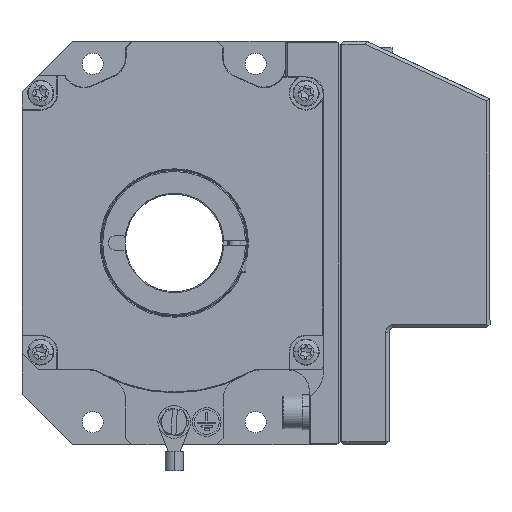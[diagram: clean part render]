
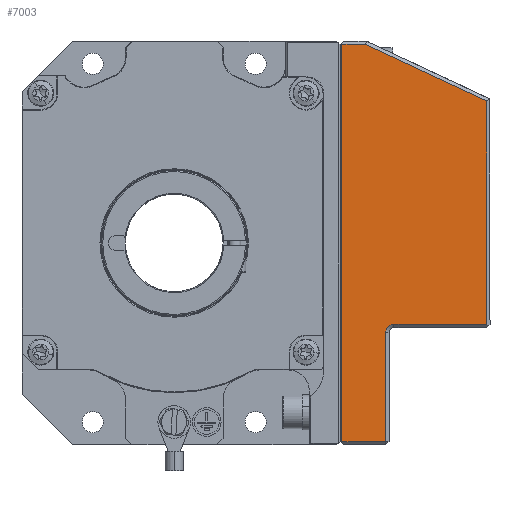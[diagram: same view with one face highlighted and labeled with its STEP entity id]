
A CAD part, front view. The second image highlights one B-rep face of the part: STEP entity #7003.
In plain terms, the highlighted planar face has unit normal (0, -1, 0).
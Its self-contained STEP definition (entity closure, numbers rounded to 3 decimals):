
#105 = ORIENTED_EDGE ( 'NONE', *, *, #8764, .T. ) ;
#251 = CARTESIAN_POINT ( 'NONE',  ( 67.5, -8.5, -25. ) ) ;
#315 = PLANE ( 'NONE',  #14610 ) ;
#432 = VECTOR ( 'NONE', #15011, 1000. ) ;
#650 = EDGE_LOOP ( 'NONE', ( #15822, #105, #6194, #14434, #9160, #9101, #15024, #7916 ) ) ;
#732 = EDGE_CURVE ( 'NONE', #3283, #14925, #10798, .T. ) ;
#1056 = LINE ( 'NONE', #4086, #3964 ) ;
#1103 = VECTOR ( 'NONE', #14986, 1000. ) ;
#1337 = VECTOR ( 'NONE', #12838, 1000. ) ;
#1634 = VERTEX_POINT ( 'NONE', #6837 ) ;
#1856 = CIRCLE ( 'NONE', #14604, 2.5 ) ;
#2094 = CARTESIAN_POINT ( 'NONE',  ( 51., -8.5, -25. ) ) ;
#2180 = DIRECTION ( 'NONE',  ( 0., 1., 0. ) ) ;
#2250 = DIRECTION ( 'NONE',  ( 0., 0., -1. ) ) ;
#2334 = EDGE_CURVE ( 'NONE', #9009, #8778, #1856, .T. ) ;
#3283 = VERTEX_POINT ( 'NONE', #3325 ) ;
#3325 = CARTESIAN_POINT ( 'NONE',  ( 51.5, -8.5, -61. ) ) ;
#3964 = VECTOR ( 'NONE', #10243, 1000. ) ;
#4086 = CARTESIAN_POINT ( 'NONE',  ( 96., -8.5, -62. ) ) ;
#4249 = CARTESIAN_POINT ( 'NONE',  ( 51.5, -8.5, 61. ) ) ;
#5548 = EDGE_CURVE ( 'NONE', #8778, #1634, #15095, .T. ) ;
#5624 = VECTOR ( 'NONE', #10722, 1000. ) ;
#5715 = VERTEX_POINT ( 'NONE', #9914 ) ;
#6193 = DIRECTION ( 'NONE',  ( -0.707, 0., 0.707 ) ) ;
#6194 = ORIENTED_EDGE ( 'NONE', *, *, #8588, .T. ) ;
#6724 = VECTOR ( 'NONE', #2250, 1000. ) ;
#6837 = CARTESIAN_POINT ( 'NONE',  ( 96., -8.5, -25. ) ) ;
#7003 = ADVANCED_FACE ( 'NONE', ( #15441 ), #315, .F. ) ;
#7100 = VECTOR ( 'NONE', #10649, 1000. ) ;
#7916 = ORIENTED_EDGE ( 'NONE', *, *, #14556, .T. ) ;
#7943 = CARTESIAN_POINT ( 'NONE',  ( 51., -8.5, -61. ) ) ;
#8401 = CARTESIAN_POINT ( 'NONE',  ( 51.5, -8.5, -62. ) ) ;
#8588 = EDGE_CURVE ( 'NONE', #10757, #3283, #13684, .T. ) ;
#8764 = EDGE_CURVE ( 'NONE', #5715, #10757, #10577, .T. ) ;
#8778 = VERTEX_POINT ( 'NONE', #251 ) ;
#9009 = VERTEX_POINT ( 'NONE', #10600 ) ;
#9030 = EDGE_CURVE ( 'NONE', #14925, #9009, #11156, .T. ) ;
#9101 = ORIENTED_EDGE ( 'NONE', *, *, #2334, .T. ) ;
#9160 = ORIENTED_EDGE ( 'NONE', *, *, #9030, .T. ) ;
#9575 = CARTESIAN_POINT ( 'NONE',  ( 67.5, -8.5, -27.5 ) ) ;
#9914 = CARTESIAN_POINT ( 'NONE',  ( 58.778, -8.5, 61. ) ) ;
#10103 = CARTESIAN_POINT ( 'NONE',  ( 96., -8.5, 43.643 ) ) ;
#10243 = DIRECTION ( 'NONE',  ( 0., 0., 1. ) ) ;
#10577 = LINE ( 'NONE', #13800, #1103 ) ;
#10600 = CARTESIAN_POINT ( 'NONE',  ( 65., -8.5, -27.5 ) ) ;
#10649 = DIRECTION ( 'NONE',  ( 0., 0., 1. ) ) ;
#10722 = DIRECTION ( 'NONE',  ( 1., 0., 0. ) ) ;
#10757 = VERTEX_POINT ( 'NONE', #4249 ) ;
#10798 = LINE ( 'NONE', #7943, #1337 ) ;
#10823 = DIRECTION ( 'NONE',  ( -0.707, 0., 0.707 ) ) ;
#11115 = CARTESIAN_POINT ( 'NONE',  ( 51., -8.5, -62. ) ) ;
#11156 = LINE ( 'NONE', #15559, #7100 ) ;
#11744 = VERTEX_POINT ( 'NONE', #10103 ) ;
#12838 = DIRECTION ( 'NONE',  ( 1., 0., 0. ) ) ;
#13175 = LINE ( 'NONE', #13769, #432 ) ;
#13597 = DIRECTION ( 'NONE',  ( 0., 1., 0. ) ) ;
#13684 = LINE ( 'NONE', #8401, #6724 ) ;
#13769 = CARTESIAN_POINT ( 'NONE',  ( 99.501, -8.5, 42.011 ) ) ;
#13800 = CARTESIAN_POINT ( 'NONE',  ( 51., -8.5, 61. ) ) ;
#14434 = ORIENTED_EDGE ( 'NONE', *, *, #732, .T. ) ;
#14556 = EDGE_CURVE ( 'NONE', #1634, #11744, #1056, .T. ) ;
#14604 = AXIS2_PLACEMENT_3D ( 'NONE', #9575, #2180, #10823 ) ;
#14610 = AXIS2_PLACEMENT_3D ( 'NONE', #11115, #13597, #6193 ) ;
#14925 = VERTEX_POINT ( 'NONE', #15917 ) ;
#14986 = DIRECTION ( 'NONE',  ( -1., 0., 0. ) ) ;
#15011 = DIRECTION ( 'NONE',  ( -0.906, 0., 0.423 ) ) ;
#15024 = ORIENTED_EDGE ( 'NONE', *, *, #5548, .T. ) ;
#15095 = LINE ( 'NONE', #2094, #5624 ) ;
#15441 = FACE_OUTER_BOUND ( 'NONE', #650, .T. ) ;
#15559 = CARTESIAN_POINT ( 'NONE',  ( 65., -8.5, -62. ) ) ;
#15604 = EDGE_CURVE ( 'NONE', #11744, #5715, #13175, .T. ) ;
#15822 = ORIENTED_EDGE ( 'NONE', *, *, #15604, .T. ) ;
#15917 = CARTESIAN_POINT ( 'NONE',  ( 65., -8.5, -61. ) ) ;
